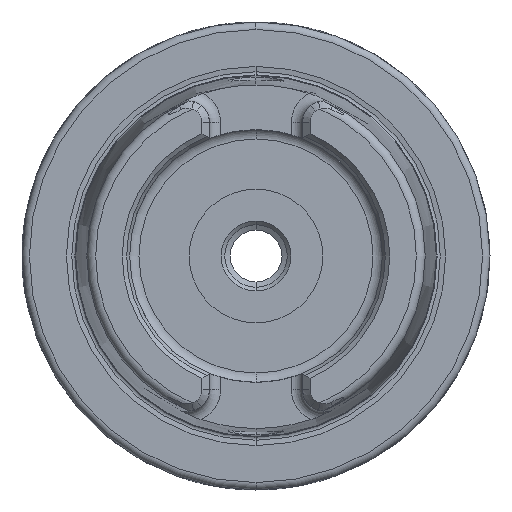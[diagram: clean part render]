
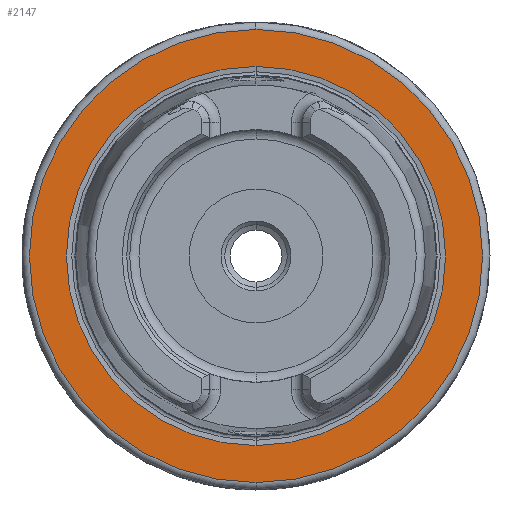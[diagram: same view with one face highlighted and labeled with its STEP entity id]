
A CAD part, left-side view. The second image highlights one B-rep face of the part: STEP entity #2147.
In plain terms, the highlighted planar face has unit normal (-1, 0, 0).
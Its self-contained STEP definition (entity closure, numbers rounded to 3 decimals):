
#112 = FACE_BOUND ( 'NONE', #6721, .T. ) ;
#977 = DIRECTION ( 'NONE',  ( 0., 0., -1. ) ) ;
#1285 = EDGE_CURVE ( 'NONE', #2908, #2390, #2288, .T. ) ;
#1492 = DIRECTION ( 'NONE',  ( -1., 0., 0. ) ) ;
#1494 = CARTESIAN_POINT ( 'NONE',  ( -31.5, 0., 0. ) ) ;
#1517 = DIRECTION ( 'NONE',  ( -1., 0., 0. ) ) ;
#1518 = AXIS2_PLACEMENT_3D ( 'NONE', #6011, #7257, #7224 ) ;
#1532 = DIRECTION ( 'NONE',  ( 0., 0., -1. ) ) ;
#1547 = DIRECTION ( 'NONE',  ( 0., 0., -1. ) ) ;
#1947 = CARTESIAN_POINT ( 'NONE',  ( -31.5, 0., 0. ) ) ;
#2147 = ADVANCED_FACE ( 'NONE', ( #5659, #112 ), #5623, .F. ) ;
#2157 = AXIS2_PLACEMENT_3D ( 'NONE', #1494, #1492, #1532 ) ;
#2288 = CIRCLE ( 'NONE', #2157, 30.5 ) ;
#2390 = VERTEX_POINT ( 'NONE', #6968 ) ;
#2420 = CARTESIAN_POINT ( 'NONE',  ( -31.5, 0., 0. ) ) ;
#2665 = AXIS2_PLACEMENT_3D ( 'NONE', #5313, #5359, #977 ) ;
#2908 = VERTEX_POINT ( 'NONE', #8307 ) ;
#2943 = CARTESIAN_POINT ( 'NONE',  ( -31.5, 0., -25.521 ) ) ;
#3084 = EDGE_LOOP ( 'NONE', ( #3474, #3654 ) ) ;
#3109 = DIRECTION ( 'NONE',  ( 0., 0., -1. ) ) ;
#3474 = ORIENTED_EDGE ( 'NONE', *, *, #3499, .T. ) ;
#3499 = EDGE_CURVE ( 'NONE', #2390, #2908, #3935, .T. ) ;
#3598 = ORIENTED_EDGE ( 'NONE', *, *, #4518, .T. ) ;
#3654 = ORIENTED_EDGE ( 'NONE', *, *, #1285, .T. ) ;
#3769 = ORIENTED_EDGE ( 'NONE', *, *, #7905, .T. ) ;
#3935 = CIRCLE ( 'NONE', #7396, 30.5 ) ;
#4299 = CIRCLE ( 'NONE', #2665, 25.521 ) ;
#4307 = VERTEX_POINT ( 'NONE', #2943 ) ;
#4320 = CARTESIAN_POINT ( 'NONE',  ( -31.5, 0., 25.521 ) ) ;
#4518 = EDGE_CURVE ( 'NONE', #8356, #4307, #4299, .T. ) ;
#5313 = CARTESIAN_POINT ( 'NONE',  ( -31.5, 0., 0. ) ) ;
#5359 = DIRECTION ( 'NONE',  ( 1., 0., 0. ) ) ;
#5591 = AXIS2_PLACEMENT_3D ( 'NONE', #2420, #7164, #3109 ) ;
#5623 = PLANE ( 'NONE',  #1518 ) ;
#5659 = FACE_OUTER_BOUND ( 'NONE', #3084, .T. ) ;
#6011 = CARTESIAN_POINT ( 'NONE',  ( -31.5, 31.5, 0. ) ) ;
#6721 = EDGE_LOOP ( 'NONE', ( #3598, #3769 ) ) ;
#6968 = CARTESIAN_POINT ( 'NONE',  ( -31.5, 0., -30.5 ) ) ;
#7164 = DIRECTION ( 'NONE',  ( 1., 0., 0. ) ) ;
#7224 = DIRECTION ( 'NONE',  ( 0., 0., -1. ) ) ;
#7257 = DIRECTION ( 'NONE',  ( 1., 0., 0. ) ) ;
#7396 = AXIS2_PLACEMENT_3D ( 'NONE', #1947, #1517, #1547 ) ;
#7905 = EDGE_CURVE ( 'NONE', #4307, #8356, #8471, .T. ) ;
#8307 = CARTESIAN_POINT ( 'NONE',  ( -31.5, 0., 30.5 ) ) ;
#8356 = VERTEX_POINT ( 'NONE', #4320 ) ;
#8471 = CIRCLE ( 'NONE', #5591, 25.521 ) ;
